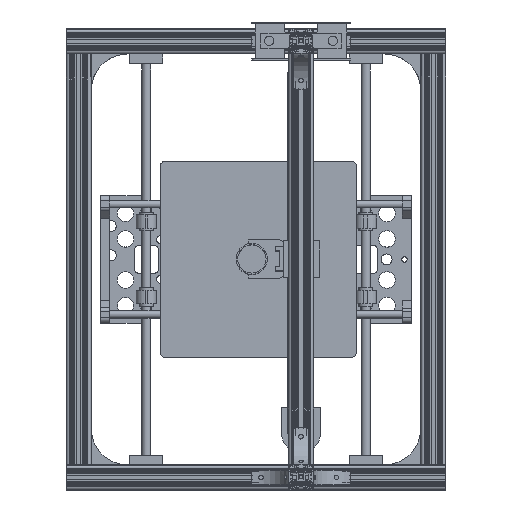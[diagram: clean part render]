
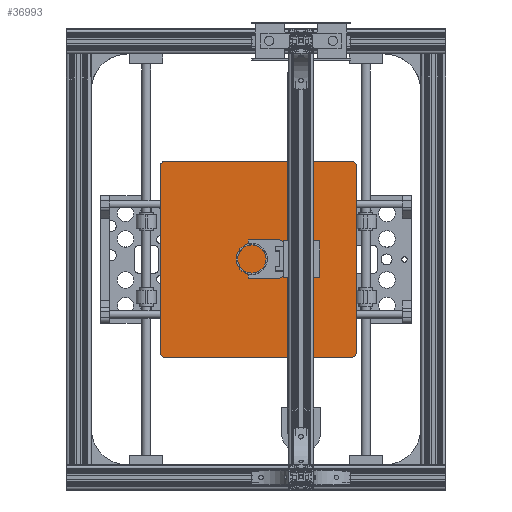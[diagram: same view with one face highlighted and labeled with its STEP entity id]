
A CAD part, top view. The second image highlights one B-rep face of the part: STEP entity #36993.
In plain terms, the highlighted face is planar.
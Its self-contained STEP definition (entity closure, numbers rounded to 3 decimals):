
#2017=CIRCLE($,#39877,6.);
#2019=CIRCLE($,#39881,6.);
#2021=CIRCLE($,#39885,6.);
#2023=CIRCLE($,#39889,6.);
#4069=FACE_OUTER_BOUND($,#6415,.T.);
#6415=EDGE_LOOP($,(#32364,#32365,#32366,#32367,#32368,#32369,#32370,#32371));
#10256=LINE($,#59533,#14443);
#10260=LINE($,#59545,#14447);
#10264=LINE($,#59557,#14451);
#10268=LINE($,#59567,#14455);
#14443=VECTOR($,#48697,203.);
#14447=VECTOR($,#48709,203.);
#14451=VECTOR($,#48721,203.);
#14455=VECTOR($,#48733,203.);
#18104=VERTEX_POINT($,#59524);
#18105=VERTEX_POINT($,#59526);
#18107=VERTEX_POINT($,#59532);
#18109=VERTEX_POINT($,#59538);
#18111=VERTEX_POINT($,#59544);
#18113=VERTEX_POINT($,#59550);
#18115=VERTEX_POINT($,#59556);
#18117=VERTEX_POINT($,#59562);
#22949=EDGE_CURVE($,#18105,#18104,#2017,.T.);
#22952=EDGE_CURVE($,#18107,#18105,#10256,.T.);
#22955=EDGE_CURVE($,#18109,#18107,#2019,.T.);
#22958=EDGE_CURVE($,#18111,#18109,#10260,.T.);
#22961=EDGE_CURVE($,#18113,#18111,#2021,.T.);
#22964=EDGE_CURVE($,#18115,#18113,#10264,.T.);
#22967=EDGE_CURVE($,#18117,#18115,#2023,.T.);
#22970=EDGE_CURVE($,#18104,#18117,#10268,.T.);
#32364=ORIENTED_EDGE($,*,*,#22970,.T.);
#32365=ORIENTED_EDGE($,*,*,#22967,.T.);
#32366=ORIENTED_EDGE($,*,*,#22964,.T.);
#32367=ORIENTED_EDGE($,*,*,#22961,.T.);
#32368=ORIENTED_EDGE($,*,*,#22958,.T.);
#32369=ORIENTED_EDGE($,*,*,#22955,.T.);
#32370=ORIENTED_EDGE($,*,*,#22952,.T.);
#32371=ORIENTED_EDGE($,*,*,#22949,.T.);
#35147=PLANE($,#39892);
#36993=ADVANCED_FACE($,(#4069),#35147,.F.);
#39877=AXIS2_PLACEMENT_3D($,#59527,#48691,#48692);
#39881=AXIS2_PLACEMENT_3D($,#59539,#48703,#48704);
#39885=AXIS2_PLACEMENT_3D($,#59551,#48715,#48716);
#39889=AXIS2_PLACEMENT_3D($,#59563,#48727,#48728);
#39892=AXIS2_PLACEMENT_3D($,#59569,#48736,#48737);
#48691=DIRECTION('center_axis',(0.,-1.,0.));
#48692=DIRECTION('ref_axis',(-1.,0.,0.));
#48697=DIRECTION($,(0.,0.,1.));
#48703=DIRECTION('center_axis',(0.,-1.,0.));
#48704=DIRECTION('ref_axis',(0.,0.,
1.));
#48709=DIRECTION($,(1.,0.,0.));
#48715=DIRECTION('center_axis',(0.,-1.,0.));
#48716=DIRECTION('ref_axis',(1.,0.,0.));
#48721=DIRECTION($,(0.,0.,-1.));
#48727=DIRECTION('center_axis',(0.,-1.,0.));
#48728=DIRECTION('ref_axis',(0.,0.,
-1.));
#48733=DIRECTION($,(-1.,0.,0.));
#48736=DIRECTION('center_axis',(0.,1.,0.));
#48737=DIRECTION('ref_axis',(0.,0.,1.));
#59524=CARTESIAN_POINT('',(101.5,-3.,107.5));
#59526=CARTESIAN_POINT('',(107.5,-3.,101.5));
#59527=CARTESIAN_POINT('Origin',(101.5,-3.,101.5));
#59532=CARTESIAN_POINT('',(107.5,-3.,-101.5));
#59533=CARTESIAN_POINT($,(107.5,-3.,101.5));
#59538=CARTESIAN_POINT('',(101.5,-3.,-107.5));
#59539=CARTESIAN_POINT('Origin',(101.5,-3.,-101.5));
#59544=CARTESIAN_POINT('',(-101.5,-3.,-107.5));
#59545=CARTESIAN_POINT($,(101.5,-3.,-107.5));
#59550=CARTESIAN_POINT('',(-107.5,-3.,-101.5));
#59551=CARTESIAN_POINT('Origin',(-101.5,-3.,-101.5));
#59556=CARTESIAN_POINT('',(-107.5,-3.,101.5));
#59557=CARTESIAN_POINT($,(-107.5,-3.,-101.5));
#59562=CARTESIAN_POINT('',(-101.5,-3.,107.5));
#59563=CARTESIAN_POINT('Origin',(-101.5,-3.,101.5));
#59567=CARTESIAN_POINT($,(-101.5,-3.,107.5));
#59569=CARTESIAN_POINT('Origin',(0.,-3.,0.));
